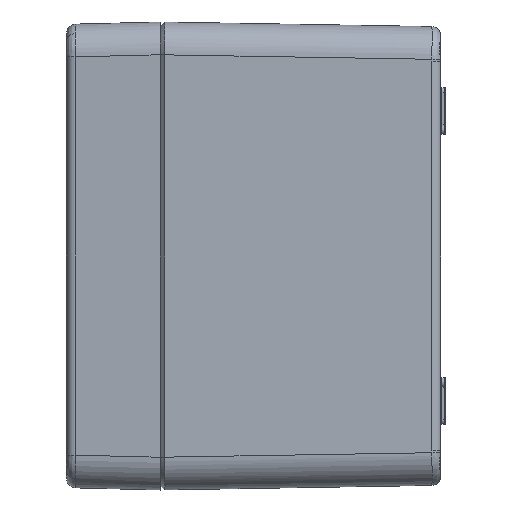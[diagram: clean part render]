
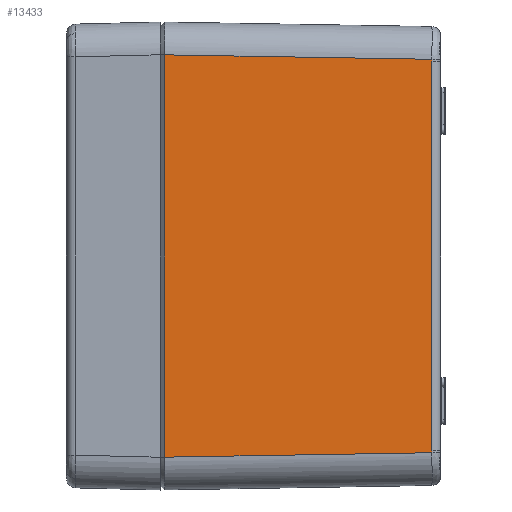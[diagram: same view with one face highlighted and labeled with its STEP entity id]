
A CAD part, left-side view. The second image highlights one B-rep face of the part: STEP entity #13433.
In plain terms, the highlighted planar face has unit normal (-1, -0.017, 0).
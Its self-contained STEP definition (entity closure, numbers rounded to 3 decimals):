
#1180=LINE('',#37896,#1925);
#1181=LINE('',#37936,#1926);
#1182=LINE('',#37943,#1927);
#1183=LINE('',#37948,#1928);
#1925=VECTOR('',#17682,1000.);
#1926=VECTOR('',#17685,1000.);
#1927=VECTOR('',#17686,1000.);
#1928=VECTOR('',#17687,1000.);
#2202=PLANE('',#14717);
#2616=B_SPLINE_CURVE_WITH_KNOTS('',3,(#37938,#37939,#37940,#37941),
 .UNSPECIFIED.,.F.,.F.,(4,4),(0.,0.),.UNSPECIFIED.);
#2617=B_SPLINE_CURVE_WITH_KNOTS('',3,(#37944,#37945,#37946,#37947),
 .UNSPECIFIED.,.F.,.F.,(4,4),(0.,0.),.UNSPECIFIED.);
#3689=FACE_OUTER_BOUND('',#4734,.T.);
#4734=EDGE_LOOP('',(#11565,#11566,#11567,#11568,#11569,#11570));
#6768=VERTEX_POINT('',#37894);
#6769=VERTEX_POINT('',#37895);
#6770=VERTEX_POINT('',#37934);
#6771=VERTEX_POINT('',#37935);
#6772=VERTEX_POINT('',#37937);
#6773=VERTEX_POINT('',#37942);
#8439=EDGE_CURVE('',#6768,#6769,#1180,.T.);
#8442=EDGE_CURVE('',#6770,#6771,#1181,.T.);
#8443=EDGE_CURVE('',#6771,#6772,#2616,.T.);
#8444=EDGE_CURVE('',#6772,#6773,#1182,.T.);
#8445=EDGE_CURVE('',#6773,#6768,#2617,.T.);
#8446=EDGE_CURVE('',#6769,#6770,#1183,.T.);
#11565=ORIENTED_EDGE('',*,*,#8442,.T.);
#11566=ORIENTED_EDGE('',*,*,#8443,.T.);
#11567=ORIENTED_EDGE('',*,*,#8444,.T.);
#11568=ORIENTED_EDGE('',*,*,#8445,.T.);
#11569=ORIENTED_EDGE('',*,*,#8439,.T.);
#11570=ORIENTED_EDGE('',*,*,#8446,.T.);
#13433=ADVANCED_FACE('',(#3689),#2202,.T.);
#14717=AXIS2_PLACEMENT_3D('',#37933,#17683,#17684);
#17682=DIRECTION('',(-0.017,1.,0.017));
#17683=DIRECTION('center_axis',(-1.,-0.017,
0.));
#17684=DIRECTION('ref_axis',(0.017,-1.,0.));
#17685=DIRECTION('',(0.017,-1.,0.017));
#17686=DIRECTION('',(0.,0.,1.));
#17687=DIRECTION('',(0.,0.,-1.));
#37894=CARTESIAN_POINT('',(-79.033,-58.036,42.034));
#37895=CARTESIAN_POINT('',(-79.983,-1.,42.984));
#37896=CARTESIAN_POINT('',(-79.974,-1.549,42.975));
#37933=CARTESIAN_POINT('Origin',(-80.,0.,-50.));
#37934=CARTESIAN_POINT('',(-79.983,-1.,-42.984));
#37935=CARTESIAN_POINT('',(-79.033,-58.036,-42.034));
#37936=CARTESIAN_POINT('',(-80.002,0.117,-43.003));
#37937=CARTESIAN_POINT('',(-79.033,-58.033,-41.659));
#37938=CARTESIAN_POINT('Ctrl Pts',(-79.033,-58.036,
-42.034));
#37939=CARTESIAN_POINT('Ctrl Pts',(-79.033,-58.034,
-41.909));
#37940=CARTESIAN_POINT('Ctrl Pts',(-79.033,-58.033,
-41.784));
#37941=CARTESIAN_POINT('Ctrl Pts',(-79.033,-58.033,
-41.659));
#37942=CARTESIAN_POINT('',(-79.033,-58.033,41.659));
#37943=CARTESIAN_POINT('',(-79.033,-58.033,42.001));
#37944=CARTESIAN_POINT('Ctrl Pts',(-79.033,-58.033,
41.659));
#37945=CARTESIAN_POINT('Ctrl Pts',(-79.033,-58.033,
41.784));
#37946=CARTESIAN_POINT('Ctrl Pts',(-79.033,-58.034,
41.909));
#37947=CARTESIAN_POINT('Ctrl Pts',(-79.033,-58.036,
42.034));
#37948=CARTESIAN_POINT('',(-79.983,-1.,-50.));
